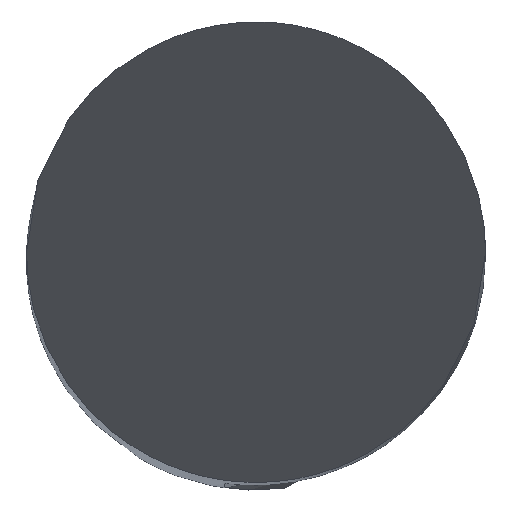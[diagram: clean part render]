
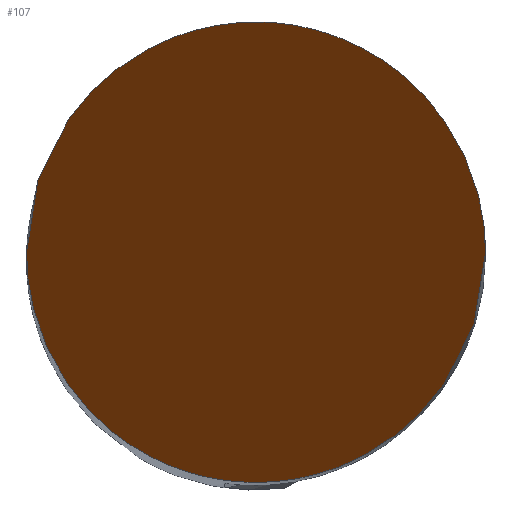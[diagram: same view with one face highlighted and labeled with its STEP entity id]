
A CAD part, top view. The second image highlights one B-rep face of the part: STEP entity #107.
In plain terms, the highlighted planar face has unit normal (0, -0.866, 0.5).
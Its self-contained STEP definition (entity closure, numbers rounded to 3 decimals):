
#55=PLANE('',#565);
#107=ADVANCED_FACE('',(#142),#55,.T.);
#142=FACE_OUTER_BOUND('',#171,.T.);
#171=EDGE_LOOP('',(#280,#281));
#280=ORIENTED_EDGE('',*,*,#410,.F.);
#281=ORIENTED_EDGE('',*,*,#447,.F.);
#364=VERTEX_POINT('',#771);
#365=VERTEX_POINT('',#772);
#410=EDGE_CURVE('',#364,#365,#503,.T.);
#447=EDGE_CURVE('',#365,#364,#507,.T.);
#503=(
BOUNDED_CURVE()
B_SPLINE_CURVE(3,(#767,#768,#769,#770),.UNSPECIFIED.,.F.,.F.)
B_SPLINE_CURVE_WITH_KNOTS((4,4),(0.,1.),.UNSPECIFIED.)
CURVE()
GEOMETRIC_REPRESENTATION_ITEM()
RATIONAL_B_SPLINE_CURVE((1.,0.333,0.333,1.))
REPRESENTATION_ITEM('')
);
#507=(
BOUNDED_CURVE()
B_SPLINE_CURVE(3,(#945,#946,#947,#948),.UNSPECIFIED.,.F.,.F.)
B_SPLINE_CURVE_WITH_KNOTS((4,4),(0.,1.),.UNSPECIFIED.)
CURVE()
GEOMETRIC_REPRESENTATION_ITEM()
RATIONAL_B_SPLINE_CURVE((1.,0.333,0.333,1.))
REPRESENTATION_ITEM('')
);
#565=AXIS2_PLACEMENT_3D('',#994,#641,#642);
#641=DIRECTION('',(0.,-0.866,0.5));
#642=DIRECTION('',(0.,0.5,0.866));
#767=CARTESIAN_POINT('',(2.,0.,0.));
#768=CARTESIAN_POINT('',(2.,-4.,-6.928));
#769=CARTESIAN_POINT('',(-2.,-4.,-6.928));
#770=CARTESIAN_POINT('',(-2.,0.,0.));
#771=CARTESIAN_POINT('',(2.,0.,0.));
#772=CARTESIAN_POINT('',(-2.,0.,0.));
#945=CARTESIAN_POINT('',(-2.,0.,0.));
#946=CARTESIAN_POINT('',(-2.,4.,6.928));
#947=CARTESIAN_POINT('',(2.,4.,6.928));
#948=CARTESIAN_POINT('',(2.,0.,0.));
#994=CARTESIAN_POINT('',(60.081,2.,3.464));
